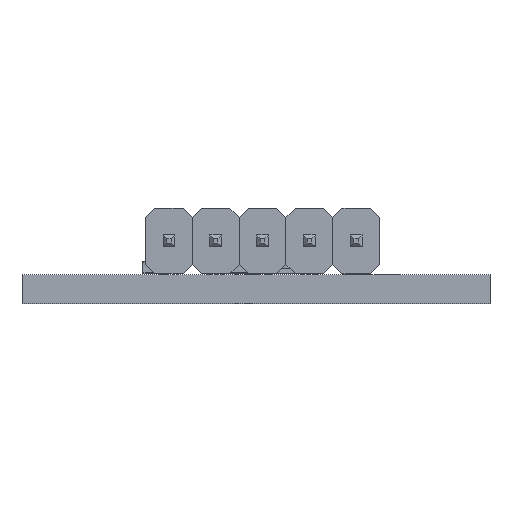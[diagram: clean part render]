
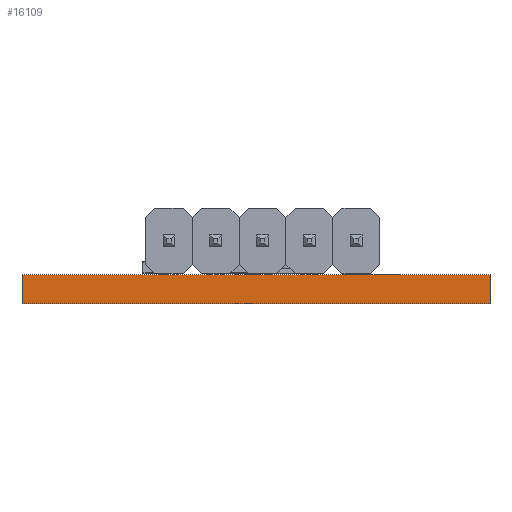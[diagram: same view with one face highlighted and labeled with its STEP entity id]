
A CAD part, front view. The second image highlights one B-rep face of the part: STEP entity #16109.
In plain terms, the highlighted planar face has unit normal (0, -1, 0).
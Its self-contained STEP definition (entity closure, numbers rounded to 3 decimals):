
#16109 = ADVANCED_FACE('',(#16110),#16124,.T.);
#16110 = FACE_BOUND('',#16111,.T.);
#16111 = EDGE_LOOP('',(#16112,#16147,#16175,#16203));
#16112 = ORIENTED_EDGE('',*,*,#16113,.T.);
#16113 = EDGE_CURVE('',#16114,#16116,#16118,.T.);
#16114 = VERTEX_POINT('',#16115);
#16115 = CARTESIAN_POINT('',(12.7,-11.684,0.));
#16116 = VERTEX_POINT('',#16117);
#16117 = CARTESIAN_POINT('',(12.7,-11.684,1.6));
#16118 = SURFACE_CURVE('',#16119,(#16123,#16135),.PCURVE_S1.);
#16119 = LINE('',#16120,#16121);
#16120 = CARTESIAN_POINT('',(12.7,-11.684,0.));
#16121 = VECTOR('',#16122,1.);
#16122 = DIRECTION('',(0.,0.,1.));
#16123 = PCURVE('',#16124,#16129);
#16124 = PLANE('',#16125);
#16125 = AXIS2_PLACEMENT_3D('',#16126,#16127,#16128);
#16126 = CARTESIAN_POINT('',(12.7,-11.684,0.));
#16127 = DIRECTION('',(0.,-1.,0.));
#16128 = DIRECTION('',(-1.,0.,0.));
#16129 = DEFINITIONAL_REPRESENTATION('',(#16130),#16134);
#16130 = LINE('',#16131,#16132);
#16131 = CARTESIAN_POINT('',(0.,-0.));
#16132 = VECTOR('',#16133,1.);
#16133 = DIRECTION('',(0.,-1.));
#16134 = ( GEOMETRIC_REPRESENTATION_CONTEXT(2) 
PARAMETRIC_REPRESENTATION_CONTEXT() REPRESENTATION_CONTEXT('2D SPACE',''
  ) );
#16135 = PCURVE('',#16136,#16141);
#16136 = PLANE('',#16137);
#16137 = AXIS2_PLACEMENT_3D('',#16138,#16139,#16140);
#16138 = CARTESIAN_POINT('',(12.7,11.684,0.));
#16139 = DIRECTION('',(1.,0.,-0.));
#16140 = DIRECTION('',(0.,-1.,0.));
#16141 = DEFINITIONAL_REPRESENTATION('',(#16142),#16146);
#16142 = LINE('',#16143,#16144);
#16143 = CARTESIAN_POINT('',(23.368,0.));
#16144 = VECTOR('',#16145,1.);
#16145 = DIRECTION('',(0.,-1.));
#16146 = ( GEOMETRIC_REPRESENTATION_CONTEXT(2) 
PARAMETRIC_REPRESENTATION_CONTEXT() REPRESENTATION_CONTEXT('2D SPACE',''
  ) );
#16147 = ORIENTED_EDGE('',*,*,#16148,.T.);
#16148 = EDGE_CURVE('',#16116,#16149,#16151,.T.);
#16149 = VERTEX_POINT('',#16150);
#16150 = CARTESIAN_POINT('',(-12.7,-11.684,1.6));
#16151 = SURFACE_CURVE('',#16152,(#16156,#16163),.PCURVE_S1.);
#16152 = LINE('',#16153,#16154);
#16153 = CARTESIAN_POINT('',(12.7,-11.684,1.6));
#16154 = VECTOR('',#16155,1.);
#16155 = DIRECTION('',(-1.,0.,0.));
#16156 = PCURVE('',#16124,#16157);
#16157 = DEFINITIONAL_REPRESENTATION('',(#16158),#16162);
#16158 = LINE('',#16159,#16160);
#16159 = CARTESIAN_POINT('',(0.,-1.6));
#16160 = VECTOR('',#16161,1.);
#16161 = DIRECTION('',(1.,0.));
#16162 = ( GEOMETRIC_REPRESENTATION_CONTEXT(2) 
PARAMETRIC_REPRESENTATION_CONTEXT() REPRESENTATION_CONTEXT('2D SPACE',''
  ) );
#16163 = PCURVE('',#16164,#16169);
#16164 = PLANE('',#16165);
#16165 = AXIS2_PLACEMENT_3D('',#16166,#16167,#16168);
#16166 = CARTESIAN_POINT('',(0.,0.,1.6));
#16167 = DIRECTION('',(-0.,-0.,-1.));
#16168 = DIRECTION('',(-1.,0.,0.));
#16169 = DEFINITIONAL_REPRESENTATION('',(#16170),#16174);
#16170 = LINE('',#16171,#16172);
#16171 = CARTESIAN_POINT('',(-12.7,-11.684));
#16172 = VECTOR('',#16173,1.);
#16173 = DIRECTION('',(1.,0.));
#16174 = ( GEOMETRIC_REPRESENTATION_CONTEXT(2) 
PARAMETRIC_REPRESENTATION_CONTEXT() REPRESENTATION_CONTEXT('2D SPACE',''
  ) );
#16175 = ORIENTED_EDGE('',*,*,#16176,.F.);
#16176 = EDGE_CURVE('',#16177,#16149,#16179,.T.);
#16177 = VERTEX_POINT('',#16178);
#16178 = CARTESIAN_POINT('',(-12.7,-11.684,0.));
#16179 = SURFACE_CURVE('',#16180,(#16184,#16191),.PCURVE_S1.);
#16180 = LINE('',#16181,#16182);
#16181 = CARTESIAN_POINT('',(-12.7,-11.684,0.));
#16182 = VECTOR('',#16183,1.);
#16183 = DIRECTION('',(0.,0.,1.));
#16184 = PCURVE('',#16124,#16185);
#16185 = DEFINITIONAL_REPRESENTATION('',(#16186),#16190);
#16186 = LINE('',#16187,#16188);
#16187 = CARTESIAN_POINT('',(25.4,0.));
#16188 = VECTOR('',#16189,1.);
#16189 = DIRECTION('',(0.,-1.));
#16190 = ( GEOMETRIC_REPRESENTATION_CONTEXT(2) 
PARAMETRIC_REPRESENTATION_CONTEXT() REPRESENTATION_CONTEXT('2D SPACE',''
  ) );
#16191 = PCURVE('',#16192,#16197);
#16192 = PLANE('',#16193);
#16193 = AXIS2_PLACEMENT_3D('',#16194,#16195,#16196);
#16194 = CARTESIAN_POINT('',(-12.7,-11.684,0.));
#16195 = DIRECTION('',(-1.,0.,0.));
#16196 = DIRECTION('',(0.,1.,0.));
#16197 = DEFINITIONAL_REPRESENTATION('',(#16198),#16202);
#16198 = LINE('',#16199,#16200);
#16199 = CARTESIAN_POINT('',(0.,0.));
#16200 = VECTOR('',#16201,1.);
#16201 = DIRECTION('',(0.,-1.));
#16202 = ( GEOMETRIC_REPRESENTATION_CONTEXT(2) 
PARAMETRIC_REPRESENTATION_CONTEXT() REPRESENTATION_CONTEXT('2D SPACE',''
  ) );
#16203 = ORIENTED_EDGE('',*,*,#16204,.F.);
#16204 = EDGE_CURVE('',#16114,#16177,#16205,.T.);
#16205 = SURFACE_CURVE('',#16206,(#16210,#16217),.PCURVE_S1.);
#16206 = LINE('',#16207,#16208);
#16207 = CARTESIAN_POINT('',(12.7,-11.684,0.));
#16208 = VECTOR('',#16209,1.);
#16209 = DIRECTION('',(-1.,0.,0.));
#16210 = PCURVE('',#16124,#16211);
#16211 = DEFINITIONAL_REPRESENTATION('',(#16212),#16216);
#16212 = LINE('',#16213,#16214);
#16213 = CARTESIAN_POINT('',(0.,-0.));
#16214 = VECTOR('',#16215,1.);
#16215 = DIRECTION('',(1.,0.));
#16216 = ( GEOMETRIC_REPRESENTATION_CONTEXT(2) 
PARAMETRIC_REPRESENTATION_CONTEXT() REPRESENTATION_CONTEXT('2D SPACE',''
  ) );
#16217 = PCURVE('',#16218,#16223);
#16218 = PLANE('',#16219);
#16219 = AXIS2_PLACEMENT_3D('',#16220,#16221,#16222);
#16220 = CARTESIAN_POINT('',(0.,0.,0.));
#16221 = DIRECTION('',(-0.,-0.,-1.));
#16222 = DIRECTION('',(-1.,0.,0.));
#16223 = DEFINITIONAL_REPRESENTATION('',(#16224),#16228);
#16224 = LINE('',#16225,#16226);
#16225 = CARTESIAN_POINT('',(-12.7,-11.684));
#16226 = VECTOR('',#16227,1.);
#16227 = DIRECTION('',(1.,0.));
#16228 = ( GEOMETRIC_REPRESENTATION_CONTEXT(2) 
PARAMETRIC_REPRESENTATION_CONTEXT() REPRESENTATION_CONTEXT('2D SPACE',''
  ) );
